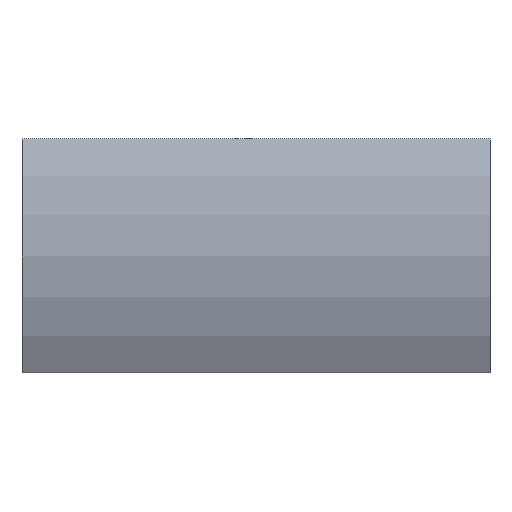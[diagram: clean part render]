
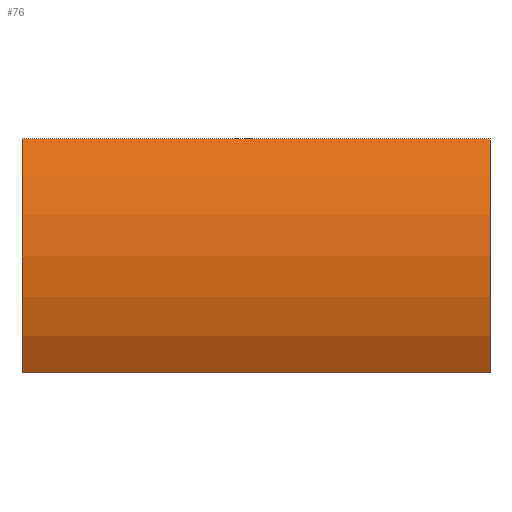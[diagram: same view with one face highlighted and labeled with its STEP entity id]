
A CAD part, left-side view. The second image highlights one B-rep face of the part: STEP entity #76.
In plain terms, the highlighted cylindrical face has radius 10.34 mm (diameter 20.68 mm), a partial arc.
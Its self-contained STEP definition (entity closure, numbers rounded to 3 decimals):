
#2 = FACE_OUTER_BOUND ( 'NONE', #109, .T. ) ;
#8 = VERTEX_POINT ( 'NONE', #71 ) ;
#13 = CARTESIAN_POINT ( 'NONE',  ( 4.355, 0., 0. ) ) ;
#20 = CARTESIAN_POINT ( 'NONE',  ( -4.696, 0., -5. ) ) ;
#22 = VERTEX_POINT ( 'NONE', #65 ) ;
#38 = AXIS2_PLACEMENT_3D ( 'NONE', #13, #83, #178 ) ;
#40 = CARTESIAN_POINT ( 'NONE',  ( 4.355, 20., 0. ) ) ;
#52 = EDGE_CURVE ( 'NONE', #153, #8, #180, .T. ) ;
#55 = CIRCLE ( 'NONE', #38, 10.34 ) ;
#65 = CARTESIAN_POINT ( 'NONE',  ( -4.696, 20., -5. ) ) ;
#71 = CARTESIAN_POINT ( 'NONE',  ( -4.696, 0., 5. ) ) ;
#76 = ADVANCED_FACE ( 'NONE', ( #2 ), #185, .T. ) ;
#83 = DIRECTION ( 'NONE',  ( 0., 1., 0. ) ) ;
#84 = ORIENTED_EDGE ( 'NONE', *, *, #115, .T. ) ;
#89 = ORIENTED_EDGE ( 'NONE', *, *, #135, .T. ) ;
#91 = CIRCLE ( 'NONE', #202, 10.34 ) ;
#106 = VERTEX_POINT ( 'NONE', #20 ) ;
#107 = AXIS2_PLACEMENT_3D ( 'NONE', #40, #141, #126 ) ;
#109 = EDGE_LOOP ( 'NONE', ( #84, #176, #142, #89 ) ) ;
#113 = CARTESIAN_POINT ( 'NONE',  ( -4.696, 20., 5. ) ) ;
#115 = EDGE_CURVE ( 'NONE', #106, #8, #55, .T. ) ;
#122 = DIRECTION ( 'NONE',  ( 0., 0., 1. ) ) ;
#126 = DIRECTION ( 'NONE',  ( 0., 0., -1. ) ) ;
#130 = CARTESIAN_POINT ( 'NONE',  ( -4.696, 20., 5. ) ) ;
#135 = EDGE_CURVE ( 'NONE', #22, #106, #192, .T. ) ;
#136 = CARTESIAN_POINT ( 'NONE',  ( -4.696, 20., -5. ) ) ;
#141 = DIRECTION ( 'NONE',  ( 0., -1., 0. ) ) ;
#142 = ORIENTED_EDGE ( 'NONE', *, *, #147, .F. ) ;
#144 = CARTESIAN_POINT ( 'NONE',  ( 4.355, 20., 0. ) ) ;
#146 = DIRECTION ( 'NONE',  ( 0., 1., 0. ) ) ;
#147 = EDGE_CURVE ( 'NONE', #22, #153, #91, .T. ) ;
#153 = VERTEX_POINT ( 'NONE', #130 ) ;
#161 = VECTOR ( 'NONE', #168, 1000. ) ;
#168 = DIRECTION ( 'NONE',  ( 0., -1., 0. ) ) ;
#175 = VECTOR ( 'NONE', #183, 1000. ) ;
#176 = ORIENTED_EDGE ( 'NONE', *, *, #52, .F. ) ;
#178 = DIRECTION ( 'NONE',  ( 0., 0., 1. ) ) ;
#180 = LINE ( 'NONE', #113, #161 ) ;
#183 = DIRECTION ( 'NONE',  ( 0., -1., 0. ) ) ;
#185 = CYLINDRICAL_SURFACE ( 'NONE', #107, 10.34 ) ;
#192 = LINE ( 'NONE', #136, #175 ) ;
#202 = AXIS2_PLACEMENT_3D ( 'NONE', #144, #146, #122 ) ;
